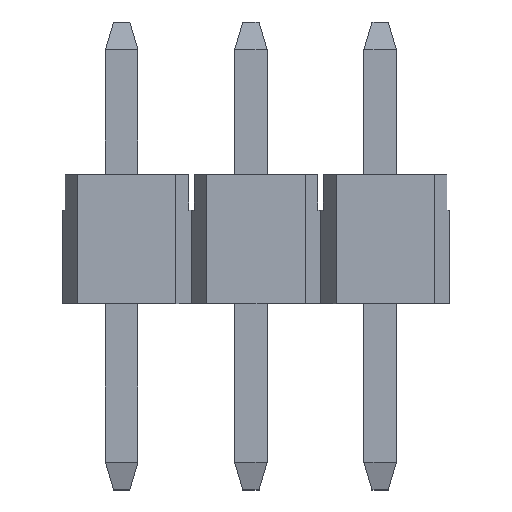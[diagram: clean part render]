
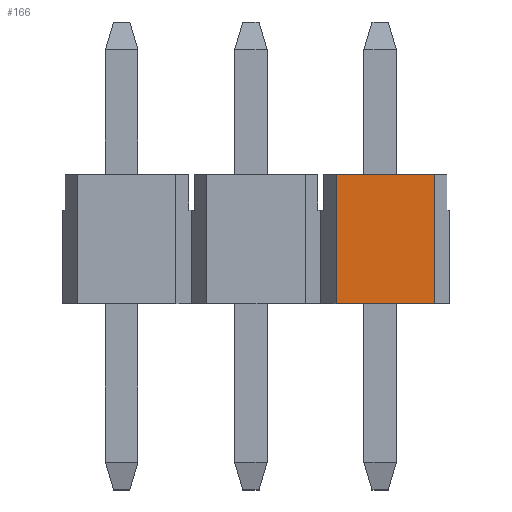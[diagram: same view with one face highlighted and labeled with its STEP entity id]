
A CAD part, top view. The second image highlights one B-rep face of the part: STEP entity #166.
In plain terms, the highlighted planar face has unit normal (0, 0, 1).
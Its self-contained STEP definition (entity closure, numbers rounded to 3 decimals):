
#166=ADVANCED_FACE('',(#386),#387,.T.);
#386=FACE_OUTER_BOUND('',#663,.T.);
#387=PLANE('',#664);
#663=EDGE_LOOP('',(#1077,#1078,#1079,#1080));
#664=AXIS2_PLACEMENT_3D('',#1081,#1082,#1083);
#1077=ORIENTED_EDGE('',*,*,#1768,.T.);
#1078=ORIENTED_EDGE('',*,*,#1668,.F.);
#1079=ORIENTED_EDGE('',*,*,#1769,.F.);
#1080=ORIENTED_EDGE('',*,*,#1765,.T.);
#1081=CARTESIAN_POINT('',(2.64,0.,1.253));
#1082=DIRECTION('',(0.0,0.,1.0));
#1083=DIRECTION('',(-1.0,-0.0,0.0));
#1668=EDGE_CURVE('',#1994,#1996,#1997,.T.);
#1765=EDGE_CURVE('',#2157,#2155,#2158,.T.);
#1768=EDGE_CURVE('',#2155,#1996,#2161,.T.);
#1769=EDGE_CURVE('',#2157,#1994,#2162,.T.);
#1994=VERTEX_POINT('',#2458);
#1996=VERTEX_POINT('',#2461);
#1997=LINE('',#2462,#2463);
#2155=VERTEX_POINT('',#2696);
#2157=VERTEX_POINT('',#2699);
#2158=LINE('',#2700,#2701);
#2161=LINE('',#2705,#2706);
#2162=LINE('',#2707,#2708);
#2458=CARTESIAN_POINT('',(3.605,0.,1.253));
#2461=CARTESIAN_POINT('',(3.605,-2.54,1.253));
#2462=CARTESIAN_POINT('',(3.605,0.,1.253));
#2463=VECTOR('',#3061,1.0);
#2696=CARTESIAN_POINT('',(1.675,-2.54,1.253));
#2699=CARTESIAN_POINT('',(1.675,0.,1.253));
#2700=CARTESIAN_POINT('',(1.675,0.,1.253));
#2701=VECTOR('',#3138,1.0);
#2705=CARTESIAN_POINT('',(1.675,-2.54,1.253));
#2706=VECTOR('',#3140,1.0);
#2707=CARTESIAN_POINT('',(1.675,0.,1.253));
#2708=VECTOR('',#3141,1.0);
#3061=DIRECTION('',(0.0,-1.0,0.));
#3138=DIRECTION('',(0.0,-1.0,0.));
#3140=DIRECTION('',(1.0,0.0,0.0));
#3141=DIRECTION('',(1.0,0.0,0.0));
